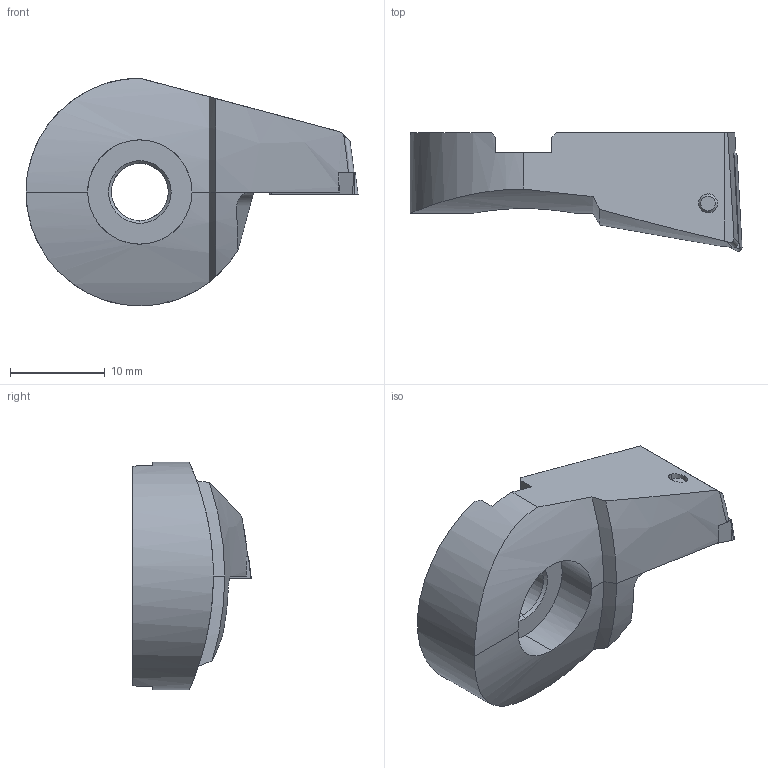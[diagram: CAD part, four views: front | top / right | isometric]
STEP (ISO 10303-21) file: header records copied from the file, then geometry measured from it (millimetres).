
FILE_DESCRIPTION(('no description'),'unknown implementation level');
FILE_NAME('C09564B1-4848-4F40-BA4C-22B663510064_export.stp',' ',('CIMSOURCE GmbH'),('CADClick - KiM GmbH - www.kimweb.de'),'unknown preprocess','ACIS','unknown authorization');
FILE_SCHEMA(('automotive_design'));
Length unit declared in the file: millimetre
Products named in the file (3): 626.261 Kaiser EBH 61 TC11 68-105|694.122 Kaiser ETL M2.5x6.5 T7 IP 10S;Kreismuster1; 626.261 Kaiser EBH 61 TC11 68-105|655.383 Kaiser TCGT 110204 K10C;Kombinieren1; 626.261 Kaiser EBH 61 TC11 68-105|626.261 Kaiser EBH 61 TC11 68-105;Verrundung2
Bounding box: 35 x 12.5 x 24 mm (x, y, z)
Volume: 3785.3 mm3; surface area: 2373.4 mm2
Topology: 3 solids, 3 shells, 101 faces, 258 edges, 163 vertices
Faces by surface type: cylinder 36, plane 33, cone 25, torus 6, bspline 1
Entity records: 6913 total; most frequent: CARTESIAN_POINT 1390, DIRECTION 575, STYLED_ITEM 525, PRESENTATION_STYLE_ASSIGNMENT 525, COLOUR_RGB 525, ORIENTED_EDGE 516, EDGE_CURVE 258, CURVE_STYLE 258
